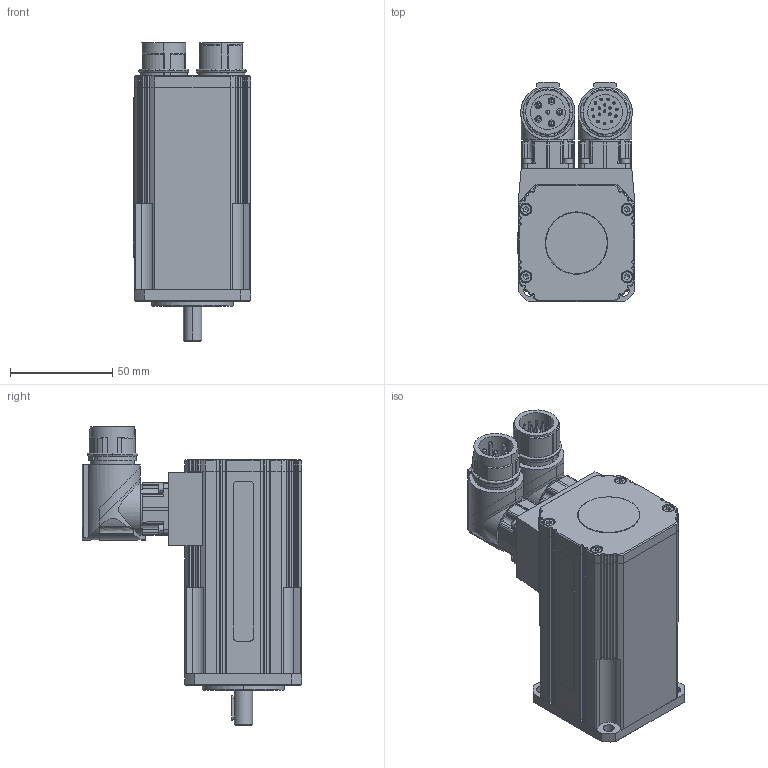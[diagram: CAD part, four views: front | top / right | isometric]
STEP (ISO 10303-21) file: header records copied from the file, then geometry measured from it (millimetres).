
FILE_DESCRIPTION((''),'2;1');
FILE_NAME('FP-105 RESOLVER.stp','2011-11-09T13:39:40',('jlopez'),(''),'Autodesk Inventor 9','Autodesk Inventor 9','');
FILE_SCHEMA(('AUTOMOTIVE_DESIGN { 1 0 10303 214 1 1 1 1 }'));
Length unit declared in the file: millimetre
Products named in the file (1): Pieza1
Bounding box: 57.51 x 107.16 x 145.71 mm (x, y, z)
Volume: 405198.6 mm3; surface area: 64793 mm2
Topology: 1 solids, 26 shells, 1482 faces, 3860 edges, 2399 vertices
Faces by surface type: cylinder 644, plane 508, cone 116, bspline 116, torus 52, sphere 46
Entity records: 46796 total; most frequent: CARTESIAN_POINT 10949, DIRECTION 7743, ORIENTED_EDGE 7456, EDGE_CURVE 3728, AXIS2_PLACEMENT_3D 3017, VERTEX_POINT 2399, VECTOR 1709, LINE 1709
